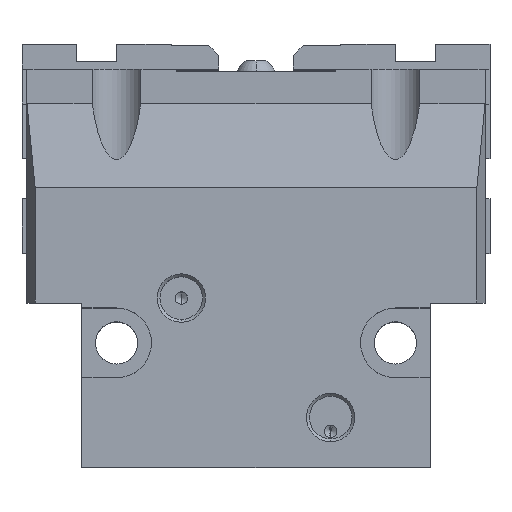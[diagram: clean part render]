
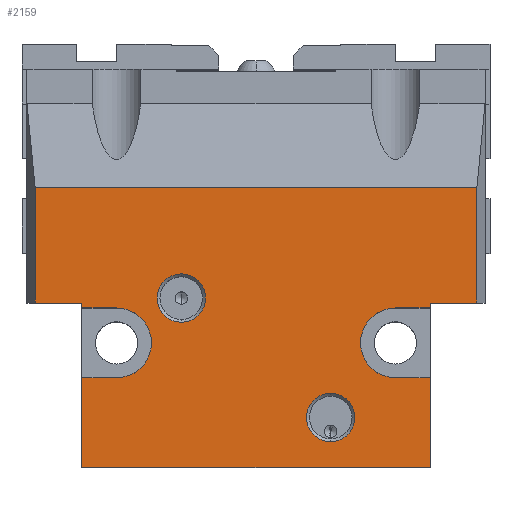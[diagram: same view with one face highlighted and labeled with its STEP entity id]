
A CAD part, top view. The second image highlights one B-rep face of the part: STEP entity #2159.
In plain terms, the highlighted planar face has unit normal (0, 0, 1).
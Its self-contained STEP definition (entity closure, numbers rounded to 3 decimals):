
#1733 = VERTEX_POINT( '', #5018 );
#1765 = VERTEX_POINT( '', #5054 );
#1769 = EDGE_CURVE( '', #2541, #4009, #5058, .T. );
#1797 = VERTEX_POINT( '', #5088 );
#1939 = EDGE_CURVE( '', #2995, #1945, #5240, .T. );
#1945 = VERTEX_POINT( '', #5246 );
#1957 = EDGE_CURVE( '', #1733, #2531, #5258, .T. );
#1995 = EDGE_CURVE( '', #3393, #2733, #5300, .T. );
#2159 = ADVANCED_FACE( '', ( #5485, #5486, #5487 ), #5488, .T. );
#2225 = EDGE_CURVE( '', #1797, #4197, #5557, .T. );
#2523 = VERTEX_POINT( '', #5887 );
#2531 = VERTEX_POINT( '', #5895 );
#2541 = VERTEX_POINT( '', #5905 );
#2635 = VERTEX_POINT( '', #6019 );
#2639 = EDGE_CURVE( '', #4009, #2541, #6023, .T. );
#2699 = EDGE_CURVE( '', #3151, #3373, #6090, .T. );
#2733 = VERTEX_POINT( '', #6127 );
#2995 = VERTEX_POINT( '', #6427 );
#3019 = EDGE_CURVE( '', #4197, #1797, #6453, .T. );
#3069 = EDGE_CURVE( '', #3855, #3393, #6507, .T. );
#3151 = VERTEX_POINT( '', #6598 );
#3251 = EDGE_CURVE( '', #4521, #3843, #6709, .T. );
#3373 = VERTEX_POINT( '', #6844 );
#3393 = VERTEX_POINT( '', #6864 );
#3421 = VERTEX_POINT( '', #6896 );
#3809 = EDGE_CURVE( '', #2995, #2635, #7327, .T. );
#3843 = VERTEX_POINT( '', #7366 );
#3855 = VERTEX_POINT( '', #7379 );
#4009 = VERTEX_POINT( '', #7552 );
#4197 = VERTEX_POINT( '', #7759 );
#4255 = EDGE_CURVE( '', #4885, #3855, #7824, .T. );
#4277 = EDGE_CURVE( '', #3421, #2635, #7848, .T. );
#4397 = EDGE_CURVE( '', #3373, #2531, #7985, .T. );
#4475 = EDGE_CURVE( '', #3843, #2523, #8073, .T. );
#4513 = EDGE_CURVE( '', #2733, #1765, #8119, .T. );
#4517 = EDGE_CURVE( '', #1765, #4521, #8123, .T. );
#4521 = VERTEX_POINT( '', #8127 );
#4585 = EDGE_CURVE( '', #3421, #3151, #8197, .T. );
#4637 = EDGE_CURVE( '', #2523, #1945, #8253, .T. );
#4819 = EDGE_CURVE( '', #1733, #4885, #8448, .T. );
#4885 = VERTEX_POINT( '', #8524 );
#5018 = CARTESIAN_POINT( '', ( -35., 0., 24.5 ) );
#5054 = CARTESIAN_POINT( '', ( 35., 32., 24.5 ) );
#5058 = CIRCLE( '', #8760, 4.864 );
#5088 = CARTESIAN_POINT( '', ( 15., 14.864, 24.5 ) );
#5240 = LINE( '', #9047, #9048 );
#5246 = CARTESIAN_POINT( '', ( -44.362, 56.206, 24.5 ) );
#5258 = LINE( '', #9108, #9109 );
#5300 = CIRCLE( '', #9160, 7. );
#5485 = FACE_BOUND( '', #9445, .T. );
#5486 = FACE_BOUND( '', #9446, .T. );
#5487 = FACE_OUTER_BOUND( '', #9447, .T. );
#5488 = PLANE( '', #9448 );
#5557 = CIRCLE( '', #9553, 4.864 );
#5887 = CARTESIAN_POINT( '', ( 44.362, 56.206, 24.5 ) );
#5895 = CARTESIAN_POINT( '', ( -35., 18., 24.5 ) );
#5905 = CARTESIAN_POINT( '', ( -15., 38.864, 24.5 ) );
#6019 = CARTESIAN_POINT( '', ( -35., 33., 24.5 ) );
#6023 = CIRCLE( '', #10212, 4.864 );
#6090 = CIRCLE( '', #10339, 7. );
#6127 = CARTESIAN_POINT( '', ( 28., 32., 24.5 ) );
#6427 = CARTESIAN_POINT( '', ( -44.362, 33., 24.5 ) );
#6453 = CIRCLE( '', #10862, 4.864 );
#6507 = LINE( '', #10942, #10943 );
#6598 = CARTESIAN_POINT( '', ( -28., 32., 24.5 ) );
#6709 = LINE( '', #11245, #11246 );
#6844 = CARTESIAN_POINT( '', ( -28., 18., 24.5 ) );
#6864 = CARTESIAN_POINT( '', ( 28., 18., 24.5 ) );
#6896 = CARTESIAN_POINT( '', ( -35., 32., 24.5 ) );
#7327 = LINE( '', #12279, #12280 );
#7366 = CARTESIAN_POINT( '', ( 44.362, 33., 24.5 ) );
#7379 = CARTESIAN_POINT( '', ( 35., 18., 24.5 ) );
#7552 = CARTESIAN_POINT( '', ( -15., 29.136, 24.5 ) );
#7759 = CARTESIAN_POINT( '', ( 15., 5.136, 24.5 ) );
#7824 = LINE( '', #12988, #12989 );
#7848 = LINE( '', #13018, #13019 );
#7985 = LINE( '', #13222, #13223 );
#8073 = LINE( '', #13381, #13382 );
#8119 = LINE( '', #13437, #13438 );
#8123 = LINE( '', #13443, #13444 );
#8127 = CARTESIAN_POINT( '', ( 35., 33., 24.5 ) );
#8197 = LINE( '', #13580, #13581 );
#8253 = LINE( '', #13657, #13658 );
#8448 = LINE( '', #14001, #14002 );
#8524 = CARTESIAN_POINT( '', ( 35., 0., 24.5 ) );
#8760 = AXIS2_PLACEMENT_3D( '', #14348, #14349, #14350 );
#9047 = CARTESIAN_POINT( '', ( -44.362, 33., 24.5 ) );
#9048 = VECTOR( '', #14532, 1. );
#9108 = CARTESIAN_POINT( '', ( -35., 0., 24.5 ) );
#9109 = VECTOR( '', #14539, 1. );
#9160 = AXIS2_PLACEMENT_3D( '', #14594, #14595, #14596 );
#9445 = EDGE_LOOP( '', ( #14828, #14829 ) );
#9446 = EDGE_LOOP( '', ( #14830, #14831 ) );
#9447 = EDGE_LOOP( '', ( #14832, #14833, #14834, #14835, #14836, #14837, #14838, #14839, #14840, #14841, #14842, #14843, #14844, #14845, #14846, #14847 ) );
#9448 = AXIS2_PLACEMENT_3D( '', #14848, #14849, #14850 );
#9553 = AXIS2_PLACEMENT_3D( '', #14904, #14905, #14906 );
#10212 = AXIS2_PLACEMENT_3D( '', #15484, #15485, #15486 );
#10339 = AXIS2_PLACEMENT_3D( '', #15560, #15561, #15562 );
#10862 = AXIS2_PLACEMENT_3D( '', #16017, #16018, #16019 );
#10942 = CARTESIAN_POINT( '', ( 31.5, 18., 24.5 ) );
#10943 = VECTOR( '', #16071, 1. );
#11245 = CARTESIAN_POINT( '', ( -44.362, 33., 24.5 ) );
#11246 = VECTOR( '', #16305, 1. );
#12279 = CARTESIAN_POINT( '', ( -44.362, 33., 24.5 ) );
#12280 = VECTOR( '', #16969, 1. );
#12988 = CARTESIAN_POINT( '', ( 35., 0., 24.5 ) );
#12989 = VECTOR( '', #17532, 1. );
#13018 = CARTESIAN_POINT( '', ( -35., 0., 24.5 ) );
#13019 = VECTOR( '', #17551, 1. );
#13222 = CARTESIAN_POINT( '', ( -4., 18., 24.5 ) );
#13223 = VECTOR( '', #17727, 1. );
#13381 = CARTESIAN_POINT( '', ( 44.362, 33., 24.5 ) );
#13382 = VECTOR( '', #17824, 1. );
#13437 = CARTESIAN_POINT( '', ( 39., 32., 24.5 ) );
#13438 = VECTOR( '', #17889, 1. );
#13443 = CARTESIAN_POINT( '', ( 35., 0., 24.5 ) );
#13444 = VECTOR( '', #17890, 1. );
#13580 = CARTESIAN_POINT( '', ( 3.5, 32., 24.5 ) );
#13581 = VECTOR( '', #17955, 1. );
#13657 = CARTESIAN_POINT( '', ( 47.5, 56.206, 24.5 ) );
#13658 = VECTOR( '', #17995, 1. );
#14001 = CARTESIAN_POINT( '', ( -35., 0., 24.5 ) );
#14002 = VECTOR( '', #18179, 1. );
#14348 = CARTESIAN_POINT( '', ( -15., 34., 24.5 ) );
#14349 = DIRECTION( '', ( 0., 0., -1. ) );
#14350 = DIRECTION( '', ( 0., 1., 0. ) );
#14532 = DIRECTION( '', ( 0., 1., 0. ) );
#14539 = DIRECTION( '', ( 0., 1., 0. ) );
#14594 = CARTESIAN_POINT( '', ( 28., 25., 24.5 ) );
#14595 = DIRECTION( '', ( 0., 0., -1. ) );
#14596 = DIRECTION( '', ( 0., 1., 0. ) );
#14828 = ORIENTED_EDGE( '', *, *, #1769, .T. );
#14829 = ORIENTED_EDGE( '', *, *, #2639, .T. );
#14830 = ORIENTED_EDGE( '', *, *, #2225, .T. );
#14831 = ORIENTED_EDGE( '', *, *, #3019, .T. );
#14832 = ORIENTED_EDGE( '', *, *, #3069, .T. );
#14833 = ORIENTED_EDGE( '', *, *, #1995, .T. );
#14834 = ORIENTED_EDGE( '', *, *, #4513, .T. );
#14835 = ORIENTED_EDGE( '', *, *, #4517, .T. );
#14836 = ORIENTED_EDGE( '', *, *, #3251, .T. );
#14837 = ORIENTED_EDGE( '', *, *, #4475, .T. );
#14838 = ORIENTED_EDGE( '', *, *, #4637, .T. );
#14839 = ORIENTED_EDGE( '', *, *, #1939, .F. );
#14840 = ORIENTED_EDGE( '', *, *, #3809, .T. );
#14841 = ORIENTED_EDGE( '', *, *, #4277, .F. );
#14842 = ORIENTED_EDGE( '', *, *, #4585, .T. );
#14843 = ORIENTED_EDGE( '', *, *, #2699, .T. );
#14844 = ORIENTED_EDGE( '', *, *, #4397, .T. );
#14845 = ORIENTED_EDGE( '', *, *, #1957, .F. );
#14846 = ORIENTED_EDGE( '', *, *, #4819, .T. );
#14847 = ORIENTED_EDGE( '', *, *, #4255, .T. );
#14848 = CARTESIAN_POINT( '', ( 35., 0., 24.5 ) );
#14849 = DIRECTION( '', ( 0., 0., 1. ) );
#14850 = DIRECTION( '', ( 1., 0., 0. ) );
#14904 = CARTESIAN_POINT( '', ( 15., 10., 24.5 ) );
#14905 = DIRECTION( '', ( 0., 0., -1. ) );
#14906 = DIRECTION( '', ( 0., 1., 0. ) );
#15484 = CARTESIAN_POINT( '', ( -15., 34., 24.5 ) );
#15485 = DIRECTION( '', ( 0., 0., -1. ) );
#15486 = DIRECTION( '', ( 0., 1., 0. ) );
#15560 = CARTESIAN_POINT( '', ( -28., 25., 24.5 ) );
#15561 = DIRECTION( '', ( 0., 0., -1. ) );
#15562 = DIRECTION( '', ( 0., -1., 0. ) );
#16017 = CARTESIAN_POINT( '', ( 15., 10., 24.5 ) );
#16018 = DIRECTION( '', ( 0., 0., -1. ) );
#16019 = DIRECTION( '', ( 0., 1., 0. ) );
#16071 = DIRECTION( '', ( -1., 0., 0. ) );
#16305 = DIRECTION( '', ( 1., 0., 0. ) );
#16969 = DIRECTION( '', ( 1., 0., 0. ) );
#17532 = DIRECTION( '', ( 0., 1., 0. ) );
#17551 = DIRECTION( '', ( 0., 1., 0. ) );
#17727 = DIRECTION( '', ( -1., 0., 0. ) );
#17824 = DIRECTION( '', ( 0., 1., 0. ) );
#17889 = DIRECTION( '', ( 1., 0., 0. ) );
#17890 = DIRECTION( '', ( 0., 1., 0. ) );
#17955 = DIRECTION( '', ( 1., 0., 0. ) );
#17995 = DIRECTION( '', ( -1., 0., 0. ) );
#18179 = DIRECTION( '', ( 1., 0., 0. ) );
